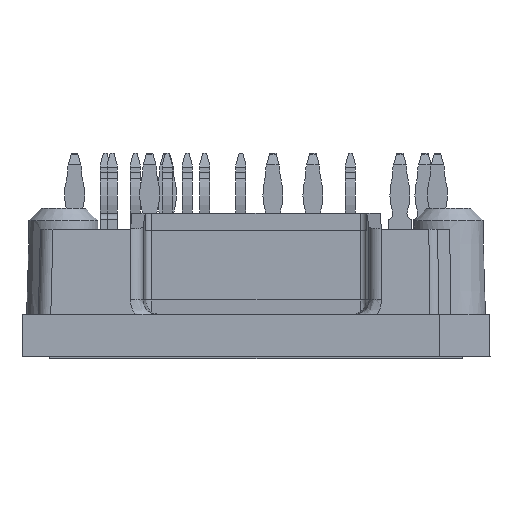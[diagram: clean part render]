
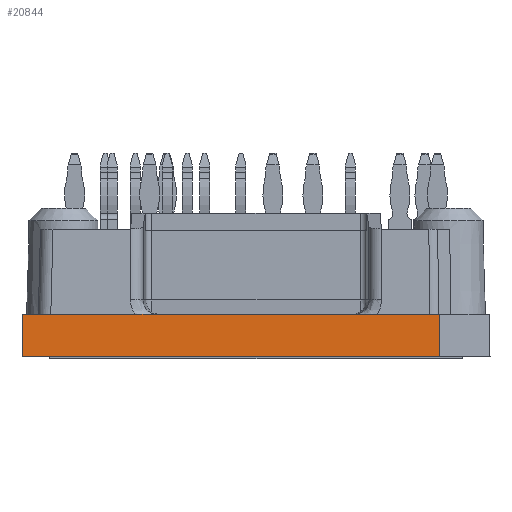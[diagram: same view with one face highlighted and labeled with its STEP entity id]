
A CAD part, left-side view. The second image highlights one B-rep face of the part: STEP entity #20844.
In plain terms, the highlighted planar face has unit normal (-1, 0, 0.018).
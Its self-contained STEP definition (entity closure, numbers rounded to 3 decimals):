
#1572=ORIENTED_EDGE('',*,*,#5990,.T.);
#1573=ORIENTED_EDGE('',*,*,#5991,.F.);
#1574=ORIENTED_EDGE('',*,*,#5988,.T.);
#1575=ORIENTED_EDGE('',*,*,#5941,.T.);
#5941=EDGE_CURVE('',#8097,#8101,#9595,.F.);
#5988=EDGE_CURVE('',#8142,#8097,#9634,.T.);
#5990=EDGE_CURVE('',#8101,#8143,#9636,.F.);
#5991=EDGE_CURVE('',#8142,#8143,#9637,.F.);
#8097=VERTEX_POINT('',#28422);
#8101=VERTEX_POINT('',#28430);
#8142=VERTEX_POINT('',#28526);
#8143=VERTEX_POINT('',#28530);
#9595=LINE('',#28431,#11207);
#9634=LINE('',#28525,#11246);
#9636=LINE('',#28529,#11248);
#9637=LINE('',#28531,#11249);
#11207=VECTOR('',#23800,1000.);
#11246=VECTOR('',#23869,1000.);
#11248=VECTOR('',#23873,1000.);
#11249=VECTOR('',#23874,1000.);
#12664=EDGE_LOOP('',(#1572,#1573,#1574,#1575));
#13584=FACE_BOUND('',#12664,.T.);
#14442=PLANE('',#21813);
#20844=ADVANCED_FACE('',(#13584),#14442,.T.);
#21813=AXIS2_PLACEMENT_3D('',#28528,#23871,#23872);
#23800=DIRECTION('',(0.,1.,0.));
#23869=DIRECTION('',(-0.017,0.017,-1.));
#23871=DIRECTION('',(-1.,0.,0.017));
#23872=DIRECTION('',(0.017,0.,1.));
#23873=DIRECTION('',(-0.017,-0.007,-1.));
#23874=DIRECTION('',(0.,1.,0.));
#28422=CARTESIAN_POINT('',(-41.,18.7,0.));
#28430=CARTESIAN_POINT('',(-41.,-14.7,0.));
#28431=CARTESIAN_POINT('',(-41.,0.,0.));
#28525=CARTESIAN_POINT('',(-40.994,18.694,0.326));
#28526=CARTESIAN_POINT('',(-40.941,18.641,3.4));
#28528=CARTESIAN_POINT('',(-41.,0.,0.));
#28529=CARTESIAN_POINT('',(-40.998,-14.699,0.134));
#28530=CARTESIAN_POINT('',(-40.941,-14.675,3.4));
#28531=CARTESIAN_POINT('',(-40.941,0.,3.4));
